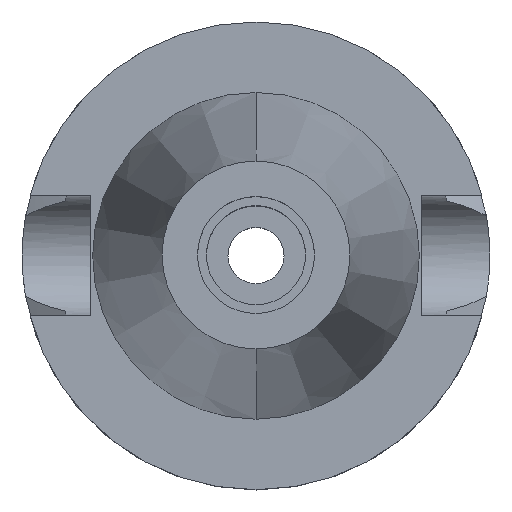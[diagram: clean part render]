
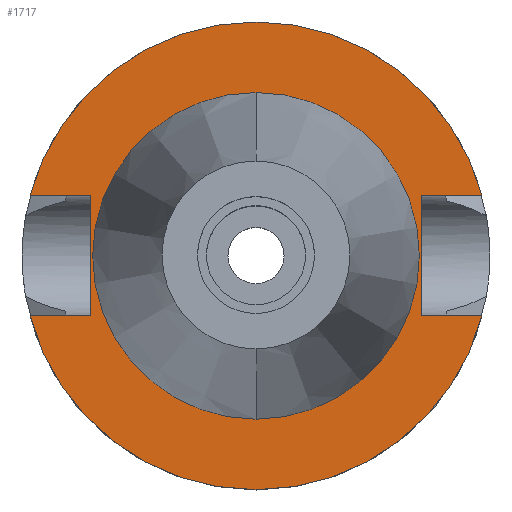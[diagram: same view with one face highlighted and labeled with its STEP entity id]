
A CAD part, top view. The second image highlights one B-rep face of the part: STEP entity #1717.
In plain terms, the highlighted planar face has unit normal (0, 0, 1).
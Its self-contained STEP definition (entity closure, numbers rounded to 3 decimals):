
#564=DIRECTION('',(-1.,0.,0.));
#565=VECTOR('',#564,12.921);
#566=CARTESIAN_POINT('',(-35.4,-12.85,-1.5));
#567=LINE('',#566,#565);
#611=DIRECTION('',(0.,1.,0.));
#612=VECTOR('',#611,25.7);
#613=CARTESIAN_POINT('',(-35.4,-12.85,-1.5));
#614=LINE('',#613,#612);
#618=DIRECTION('',(-1.,0.,0.));
#619=VECTOR('',#618,12.921);
#620=CARTESIAN_POINT('',(-35.4,12.85,-1.5));
#621=LINE('',#620,#619);
#625=CARTESIAN_POINT('',(0.,0.,-1.5));
#626=DIRECTION('',(0.,0.,-1.));
#627=DIRECTION('',(-0.966,0.257,0.));
#628=AXIS2_PLACEMENT_3D('',#625,#626,#627);
#633=CARTESIAN_POINT('',(0.,0.,-1.5));
#634=DIRECTION('',(0.,0.,-1.));
#635=DIRECTION('',(0.,1.,0.));
#636=AXIS2_PLACEMENT_3D('',#633,#634,#635);
#641=DIRECTION('',(0.,-1.,0.));
#642=VECTOR('',#641,25.7);
#643=CARTESIAN_POINT('',(35.4,12.85,-1.5));
#644=LINE('',#643,#642);
#648=DIRECTION('',(1.,0.,0.));
#649=VECTOR('',#648,12.921);
#650=CARTESIAN_POINT('',(35.4,-12.85,-1.5));
#651=LINE('',#650,#649);
#655=CARTESIAN_POINT('',(0.,0.,-1.5));
#656=DIRECTION('',(0.,0.,-1.));
#657=DIRECTION('',(0.966,-0.257,0.));
#658=AXIS2_PLACEMENT_3D('',#655,#656,#657);
#663=CARTESIAN_POINT('',(0.,0.,-1.5));
#664=DIRECTION('',(0.,0.,-1.));
#665=DIRECTION('',(0.,-1.,0.));
#666=AXIS2_PLACEMENT_3D('',#663,#664,#665);
#671=CARTESIAN_POINT('',(0.,0.,-1.5));
#672=DIRECTION('',(0.,0.,1.));
#673=DIRECTION('',(0.,1.,0.));
#674=AXIS2_PLACEMENT_3D('',#671,#672,#673);
#679=CARTESIAN_POINT('',(0.,0.,-1.5));
#680=DIRECTION('',(0.,0.,1.));
#681=DIRECTION('',(0.,-1.,0.));
#682=AXIS2_PLACEMENT_3D('',#679,#680,#681);
#904=DIRECTION('',(1.,0.,0.));
#905=VECTOR('',#904,12.921);
#906=CARTESIAN_POINT('',(35.4,12.85,-1.5));
#907=LINE('',#906,#905);
#1145=CARTESIAN_POINT('',(-35.4,-12.85,-1.5));
#1146=VERTEX_POINT('',#1145);
#1147=CARTESIAN_POINT('',(-48.321,-12.85,-1.5));
#1148=VERTEX_POINT('',#1147);
#1151=CARTESIAN_POINT('',(-35.4,12.85,-1.5));
#1152=VERTEX_POINT('',#1151);
#1153=CARTESIAN_POINT('',(-48.321,12.85,-1.5));
#1154=VERTEX_POINT('',#1153);
#1155=CARTESIAN_POINT('',(0.,50.,-1.5));
#1156=CARTESIAN_POINT('',(48.321,12.85,-1.5));
#1157=VERTEX_POINT('',#1155);
#1158=VERTEX_POINT('',#1156);
#1159=CARTESIAN_POINT('',(35.4,12.85,-1.5));
#1160=VERTEX_POINT('',#1159);
#1161=CARTESIAN_POINT('',(35.4,-12.85,-1.5));
#1162=VERTEX_POINT('',#1161);
#1163=CARTESIAN_POINT('',(48.321,-12.85,-1.5));
#1164=VERTEX_POINT('',#1163);
#1165=CARTESIAN_POINT('',(0.,-50.,-1.5));
#1166=VERTEX_POINT('',#1165);
#1167=CARTESIAN_POINT('',(0.,34.925,-1.5));
#1168=CARTESIAN_POINT('',(0.,-34.925,-1.5));
#1169=VERTEX_POINT('',#1167);
#1170=VERTEX_POINT('',#1168);
#1686=CARTESIAN_POINT('',(0.,0.,-1.5));
#1687=DIRECTION('',(0.,0.,-1.));
#1688=DIRECTION('',(0.,-1.,0.));
#1689=AXIS2_PLACEMENT_3D('',#1686,#1687,#1688);
#1690=PLANE('',#1689);
#1691=ORIENTED_EDGE('',*,*,#1676,.T.);
#1693=ORIENTED_EDGE('',*,*,#1692,.T.);
#1695=ORIENTED_EDGE('',*,*,#1694,.T.);
#1697=ORIENTED_EDGE('',*,*,#1696,.T.);
#1699=ORIENTED_EDGE('',*,*,#1698,.F.);
#1701=ORIENTED_EDGE('',*,*,#1700,.T.);
#1703=ORIENTED_EDGE('',*,*,#1702,.T.);
#1705=ORIENTED_EDGE('',*,*,#1704,.T.);
#1707=ORIENTED_EDGE('',*,*,#1706,.T.);
#1708=ORIENTED_EDGE('',*,*,#1662,.F.);
#1709=EDGE_LOOP('',(#1691,#1693,#1695,#1697,#1699,#1701,#1703,#1705,#1707,
#1708));
#1710=FACE_OUTER_BOUND('',#1709,.F.);
#1712=ORIENTED_EDGE('',*,*,#1711,.T.);
#1714=ORIENTED_EDGE('',*,*,#1713,.T.);
#1715=EDGE_LOOP('',(#1712,#1714));
#1716=FACE_BOUND('',#1715,.F.);
#629=CIRCLE('',#628,50.);
#637=CIRCLE('',#636,50.);
#659=CIRCLE('',#658,50.);
#667=CIRCLE('',#666,50.);
#675=CIRCLE('',#674,34.925);
#683=CIRCLE('',#682,34.925);
#1662=EDGE_CURVE('',#1146,#1148,#567,.T.);
#1676=EDGE_CURVE('',#1146,#1152,#614,.T.);
#1692=EDGE_CURVE('',#1152,#1154,#621,.T.);
#1694=EDGE_CURVE('',#1154,#1157,#629,.T.);
#1696=EDGE_CURVE('',#1157,#1158,#637,.T.);
#1698=EDGE_CURVE('',#1160,#1158,#907,.T.);
#1700=EDGE_CURVE('',#1160,#1162,#644,.T.);
#1702=EDGE_CURVE('',#1162,#1164,#651,.T.);
#1704=EDGE_CURVE('',#1164,#1166,#659,.T.);
#1706=EDGE_CURVE('',#1166,#1148,#667,.T.);
#1711=EDGE_CURVE('',#1169,#1170,#675,.T.);
#1713=EDGE_CURVE('',#1170,#1169,#683,.T.);
#1717=ADVANCED_FACE('',(#1710,#1716),#1690,.F.);
